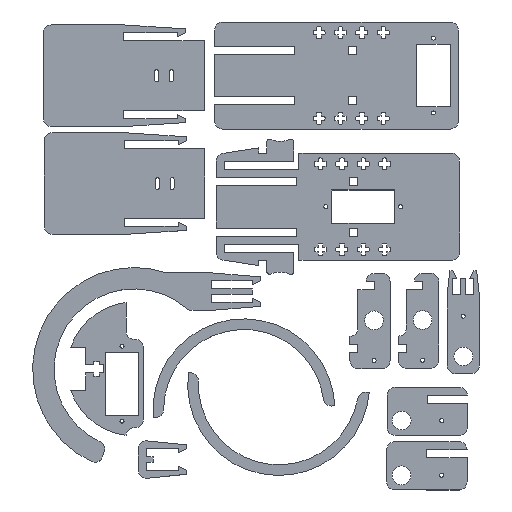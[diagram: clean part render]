
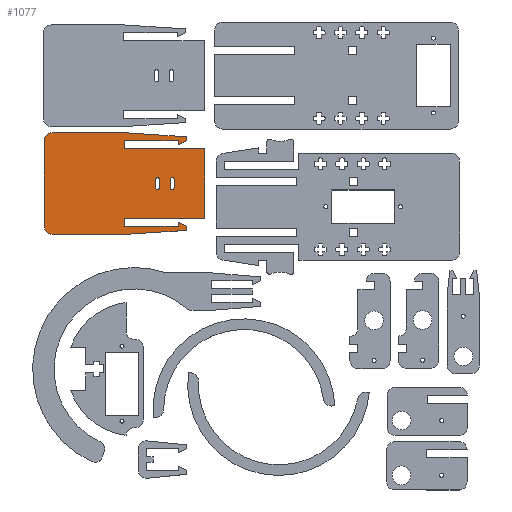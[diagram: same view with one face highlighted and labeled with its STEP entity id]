
A CAD part, top view. The second image highlights one B-rep face of the part: STEP entity #1077.
In plain terms, the highlighted planar face has unit normal (0, 0, 1).
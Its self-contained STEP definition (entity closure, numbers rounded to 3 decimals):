
#265=FACE_BOUND('',#2146,.T.);
#266=FACE_BOUND('',#2147,.T.);
#267=FACE_BOUND('',#2148,.T.);
#649=PLANE('',#9947);
#1077=ADVANCED_FACE('',(#265,#266,#267),#649,.F.);
#2146=EDGE_LOOP('',(#6323,#6324,#6325,#6326,#6327,#6328,#6329,#6330,#6331,
#6332,#6333,#6334,#6335,#6336,#6337,#6338,#6339,#6340,#6341,#6342));
#2147=EDGE_LOOP('',(#6343,#6344,#6345,#6346));
#2148=EDGE_LOOP('',(#6347,#6348,#6349,#6350));
#3026=LINE('',#14479,#4075);
#3032=LINE('',#14500,#4081);
#3035=LINE('',#14510,#4084);
#3041=LINE('',#14524,#4090);
#3045=LINE('',#14533,#4094);
#3048=LINE('',#14539,#4097);
#3051=LINE('',#14545,#4100);
#3054=LINE('',#14551,#4103);
#3057=LINE('',#14557,#4106);
#3060=LINE('',#14563,#4109);
#3063=LINE('',#14569,#4112);
#3066=LINE('',#14575,#4115);
#3069=LINE('',#14581,#4118);
#3072=LINE('',#14587,#4121);
#3075=LINE('',#14593,#4124);
#3078=LINE('',#14599,#4127);
#3081=LINE('',#14605,#4130);
#3084=LINE('',#14611,#4133);
#3087=LINE('',#14617,#4136);
#3090=LINE('',#14622,#4139);
#3092=LINE('',#14625,#4141);
#3094=LINE('',#14628,#4143);
#4075=VECTOR('',#11871,1.);
#4081=VECTOR('',#11891,1.);
#4084=VECTOR('',#11902,1.);
#4090=VECTOR('',#11910,1.);
#4094=VECTOR('',#11916,1.);
#4097=VECTOR('',#11921,1.);
#4100=VECTOR('',#11926,1.);
#4103=VECTOR('',#11931,1.);
#4106=VECTOR('',#11936,1.);
#4109=VECTOR('',#11941,1.);
#4112=VECTOR('',#11946,1.);
#4115=VECTOR('',#11951,1.);
#4118=VECTOR('',#11956,1.);
#4121=VECTOR('',#11961,1.);
#4124=VECTOR('',#11966,1.);
#4127=VECTOR('',#11971,1.);
#4130=VECTOR('',#11976,1.);
#4133=VECTOR('',#11981,1.);
#4136=VECTOR('',#11986,1.);
#4139=VECTOR('',#11991,1.);
#4141=VECTOR('',#11995,1.);
#4143=VECTOR('',#11999,1.);
#6323=ORIENTED_EDGE('',*,*,#8803,.F.);
#6324=ORIENTED_EDGE('',*,*,#8857,.T.);
#6325=ORIENTED_EDGE('',*,*,#8797,.F.);
#6326=ORIENTED_EDGE('',*,*,#8854,.F.);
#6327=ORIENTED_EDGE('',*,*,#8849,.F.);
#6328=ORIENTED_EDGE('',*,*,#8846,.F.);
#6329=ORIENTED_EDGE('',*,*,#8843,.F.);
#6330=ORIENTED_EDGE('',*,*,#8840,.F.);
#6331=ORIENTED_EDGE('',*,*,#8837,.F.);
#6332=ORIENTED_EDGE('',*,*,#8834,.F.);
#6333=ORIENTED_EDGE('',*,*,#8831,.F.);
#6334=ORIENTED_EDGE('',*,*,#8828,.F.);
#6335=ORIENTED_EDGE('',*,*,#8825,.F.);
#6336=ORIENTED_EDGE('',*,*,#8822,.F.);
#6337=ORIENTED_EDGE('',*,*,#8819,.F.);
#6338=ORIENTED_EDGE('',*,*,#8816,.F.);
#6339=ORIENTED_EDGE('',*,*,#8813,.F.);
#6340=ORIENTED_EDGE('',*,*,#8810,.F.);
#6341=ORIENTED_EDGE('',*,*,#8807,.F.);
#6342=ORIENTED_EDGE('',*,*,#8858,.T.);
#6343=ORIENTED_EDGE('',*,*,#8789,.T.);
#6344=ORIENTED_EDGE('',*,*,#8852,.T.);
#6345=ORIENTED_EDGE('',*,*,#8795,.T.);
#6346=ORIENTED_EDGE('',*,*,#8792,.T.);
#6347=ORIENTED_EDGE('',*,*,#8779,.T.);
#6348=ORIENTED_EDGE('',*,*,#8856,.T.);
#6349=ORIENTED_EDGE('',*,*,#8785,.T.);
#6350=ORIENTED_EDGE('',*,*,#8782,.T.);
#7603=VERTEX_POINT('',#14472);
#7604=VERTEX_POINT('',#14474);
#7606=VERTEX_POINT('',#14480);
#7608=VERTEX_POINT('',#14486);
#7611=VERTEX_POINT('',#14493);
#7612=VERTEX_POINT('',#14495);
#7614=VERTEX_POINT('',#14501);
#7616=VERTEX_POINT('',#14507);
#7617=VERTEX_POINT('',#14511);
#7618=VERTEX_POINT('',#14512);
#7623=VERTEX_POINT('',#14523);
#7624=VERTEX_POINT('',#14525);
#7627=VERTEX_POINT('',#14532);
#7628=VERTEX_POINT('',#14534);
#7630=VERTEX_POINT('',#14540);
#7632=VERTEX_POINT('',#14546);
#7634=VERTEX_POINT('',#14552);
#7636=VERTEX_POINT('',#14558);
#7638=VERTEX_POINT('',#14564);
#7640=VERTEX_POINT('',#14570);
#7642=VERTEX_POINT('',#14576);
#7644=VERTEX_POINT('',#14582);
#7646=VERTEX_POINT('',#14588);
#7648=VERTEX_POINT('',#14594);
#7650=VERTEX_POINT('',#14600);
#7652=VERTEX_POINT('',#14606);
#7654=VERTEX_POINT('',#14612);
#7656=VERTEX_POINT('',#14618);
#8779=EDGE_CURVE('',#7604,#7603,#9347,.T.);
#8782=EDGE_CURVE('',#7606,#7604,#3026,.T.);
#8785=EDGE_CURVE('',#7608,#7606,#9349,.T.);
#8789=EDGE_CURVE('',#7612,#7611,#9351,.T.);
#8792=EDGE_CURVE('',#7614,#7612,#3032,.T.);
#8795=EDGE_CURVE('',#7616,#7614,#9353,.T.);
#8797=EDGE_CURVE('',#7617,#7618,#3035,.T.);
#8803=EDGE_CURVE('',#7623,#7624,#3041,.T.);
#8807=EDGE_CURVE('',#7627,#7628,#3045,.T.);
#8810=EDGE_CURVE('',#7628,#7630,#3048,.T.);
#8813=EDGE_CURVE('',#7630,#7632,#3051,.T.);
#8816=EDGE_CURVE('',#7632,#7634,#3054,.T.);
#8819=EDGE_CURVE('',#7634,#7636,#3057,.T.);
#8822=EDGE_CURVE('',#7636,#7638,#3060,.T.);
#8825=EDGE_CURVE('',#7638,#7640,#3063,.T.);
#8828=EDGE_CURVE('',#7640,#7642,#3066,.T.);
#8831=EDGE_CURVE('',#7642,#7644,#3069,.T.);
#8834=EDGE_CURVE('',#7644,#7646,#3072,.T.);
#8837=EDGE_CURVE('',#7646,#7648,#3075,.T.);
#8840=EDGE_CURVE('',#7648,#7650,#3078,.T.);
#8843=EDGE_CURVE('',#7650,#7652,#3081,.T.);
#8846=EDGE_CURVE('',#7652,#7654,#3084,.T.);
#8849=EDGE_CURVE('',#7654,#7656,#3087,.T.);
#8852=EDGE_CURVE('',#7611,#7616,#3090,.T.);
#8854=EDGE_CURVE('',#7656,#7617,#3092,.T.);
#8856=EDGE_CURVE('',#7603,#7608,#3094,.T.);
#8857=EDGE_CURVE('',#7623,#7618,#9354,.T.);
#8858=EDGE_CURVE('',#7627,#7624,#9355,.T.);
#9347=CIRCLE('',#9912,0.75);
#9349=CIRCLE('',#9916,0.75);
#9351=CIRCLE('',#9919,0.75);
#9353=CIRCLE('',#9923,0.75);
#9354=CIRCLE('',#9945,3.);
#9355=CIRCLE('',#9946,3.);
#9912=AXIS2_PLACEMENT_3D('',#14473,#11865,#11866);
#9916=AXIS2_PLACEMENT_3D('',#14485,#11877,#11878);
#9919=AXIS2_PLACEMENT_3D('',#14494,#11885,#11886);
#9923=AXIS2_PLACEMENT_3D('',#14506,#11897,#11898);
#9945=AXIS2_PLACEMENT_3D('',#14630,#12002,#12003);
#9946=AXIS2_PLACEMENT_3D('',#14631,#12004,#12005);
#9947=AXIS2_PLACEMENT_3D('',#14632,#12006,#12007);
#11865=DIRECTION('',(0.,0.,-1.));
#11866=DIRECTION('',(1.,0.,0.));
#11871=DIRECTION('',(0.,1.,0.));
#11877=DIRECTION('',(0.,0.,-1.));
#11878=DIRECTION('',(1.,0.,0.));
#11885=DIRECTION('',(0.,0.,-1.));
#11886=DIRECTION('',(1.,0.,0.));
#11891=DIRECTION('',(0.,1.,0.));
#11897=DIRECTION('',(0.,0.,-1.));
#11898=DIRECTION('',(1.,0.,0.));
#11902=DIRECTION('',(-1.,0.,0.));
#11910=DIRECTION('',(0.,1.,0.));
#11916=DIRECTION('',(1.,0.,0.));
#11921=DIRECTION('',(0.998,-0.065,0.));
#11926=DIRECTION('',(0.,-1.,0.));
#11931=DIRECTION('',(-0.894,-0.447,0.));
#11936=DIRECTION('',(0.,1.,0.));
#11941=DIRECTION('',(-1.,0.,0.));
#11946=DIRECTION('',(0.,-1.,0.));
#11951=DIRECTION('',(1.,0.,0.));
#11956=DIRECTION('',(0.,-1.,0.));
#11961=DIRECTION('',(-1.,0.,0.));
#11966=DIRECTION('',(0.,-1.,0.));
#11971=DIRECTION('',(1.,0.,0.));
#11976=DIRECTION('',(0.,1.,0.));
#11981=DIRECTION('',(0.894,-0.447,0.));
#11986=DIRECTION('',(0.,-1.,0.));
#11991=DIRECTION('',(0.,-1.,0.));
#11995=DIRECTION('',(-0.998,-0.065,0.));
#11999=DIRECTION('',(0.,-1.,0.));
#12002=DIRECTION('',(0.,0.,1.));
#12003=DIRECTION('',(-1.,0.,0.));
#12004=DIRECTION('',(0.,0.,1.));
#12005=DIRECTION('',(-1.,0.,0.));
#12006=DIRECTION('',(0.,0.,-1.));
#12007=DIRECTION('',(-1.,0.,0.));
#14472=CARTESIAN_POINT('',(48.5,1.5,1.5));
#14473=CARTESIAN_POINT('',(47.75,1.5,1.5));
#14474=CARTESIAN_POINT('',(47.,1.5,1.5));
#14479=CARTESIAN_POINT('',(47.,-1.5,1.5));
#14480=CARTESIAN_POINT('',(47.,-1.5,1.5));
#14485=CARTESIAN_POINT('',(47.75,-1.5,1.5));
#14486=CARTESIAN_POINT('',(48.5,-1.5,1.5));
#14493=CARTESIAN_POINT('',(43.,1.5,1.5));
#14494=CARTESIAN_POINT('',(42.25,1.5,1.5));
#14495=CARTESIAN_POINT('',(41.5,1.5,1.5));
#14500=CARTESIAN_POINT('',(41.5,-1.5,1.5));
#14501=CARTESIAN_POINT('',(41.5,-1.5,1.5));
#14506=CARTESIAN_POINT('',(42.25,-1.5,1.5));
#14507=CARTESIAN_POINT('',(43.,-1.5,1.5));
#14510=CARTESIAN_POINT('',(30.,-19.,1.5));
#14511=CARTESIAN_POINT('',(30.,-19.,1.5));
#14512=CARTESIAN_POINT('',(3.,-19.,1.5));
#14523=CARTESIAN_POINT('',(0.,-16.,1.5));
#14524=CARTESIAN_POINT('',(0.,-19.,1.5));
#14525=CARTESIAN_POINT('',(0.,16.,1.5));
#14532=CARTESIAN_POINT('',(3.,19.,1.5));
#14533=CARTESIAN_POINT('',(0.,19.,1.5));
#14534=CARTESIAN_POINT('',(30.,19.,1.5));
#14539=CARTESIAN_POINT('',(30.,19.,1.5));
#14540=CARTESIAN_POINT('',(53.,17.5,1.5));
#14545=CARTESIAN_POINT('',(53.,17.5,1.5));
#14546=CARTESIAN_POINT('',(53.,16.,1.5));
#14551=CARTESIAN_POINT('',(53.,16.,1.5));
#14552=CARTESIAN_POINT('',(50.,14.5,1.5));
#14557=CARTESIAN_POINT('',(50.,14.5,1.5));
#14558=CARTESIAN_POINT('',(50.,16.,1.5));
#14563=CARTESIAN_POINT('',(50.,16.,1.5));
#14564=CARTESIAN_POINT('',(30.,16.,1.5));
#14569=CARTESIAN_POINT('',(30.,16.,1.5));
#14570=CARTESIAN_POINT('',(30.,13.,1.5));
#14575=CARTESIAN_POINT('',(30.,13.,1.5));
#14576=CARTESIAN_POINT('',(60.,13.,1.5));
#14581=CARTESIAN_POINT('',(60.,13.,1.5));
#14582=CARTESIAN_POINT('',(60.,-13.,1.5));
#14587=CARTESIAN_POINT('',(60.,-13.,1.5));
#14588=CARTESIAN_POINT('',(30.,-13.,1.5));
#14593=CARTESIAN_POINT('',(30.,-13.,1.5));
#14594=CARTESIAN_POINT('',(30.,-16.,1.5));
#14599=CARTESIAN_POINT('',(30.,-16.,1.5));
#14600=CARTESIAN_POINT('',(50.,-16.,1.5));
#14605=CARTESIAN_POINT('',(50.,-16.,1.5));
#14606=CARTESIAN_POINT('',(50.,-14.5,1.5));
#14611=CARTESIAN_POINT('',(50.,-14.5,1.5));
#14612=CARTESIAN_POINT('',(53.,-16.,1.5));
#14617=CARTESIAN_POINT('',(53.,-16.,1.5));
#14618=CARTESIAN_POINT('',(53.,-17.5,1.5));
#14622=CARTESIAN_POINT('',(43.,1.5,1.5));
#14625=CARTESIAN_POINT('',(53.,-17.5,1.5));
#14628=CARTESIAN_POINT('',(48.5,1.5,1.5));
#14630=CARTESIAN_POINT('',(3.,-16.,1.5));
#14631=CARTESIAN_POINT('',(3.,16.,1.5));
#14632=CARTESIAN_POINT('',(42.25,1.5,1.5));
